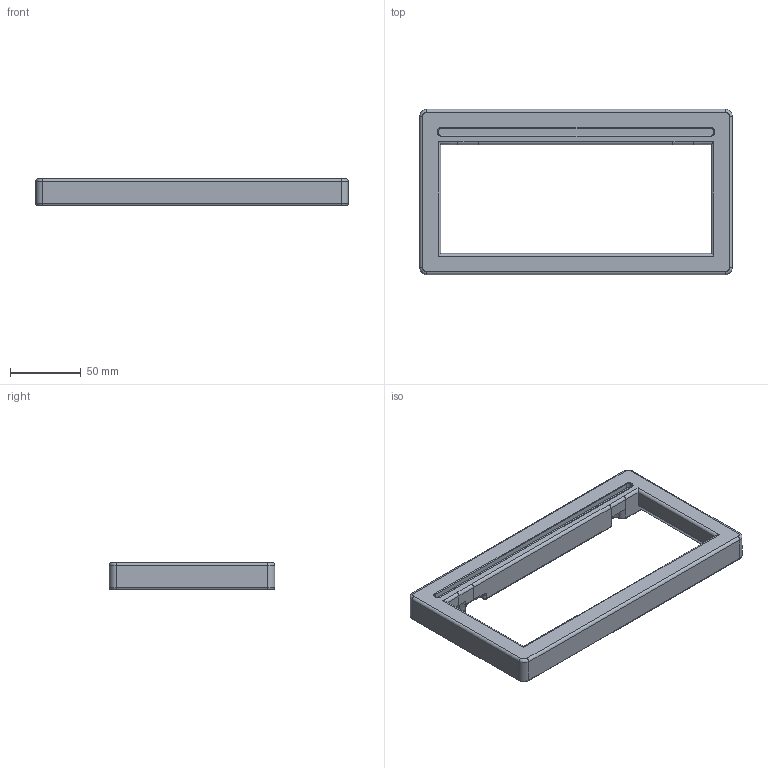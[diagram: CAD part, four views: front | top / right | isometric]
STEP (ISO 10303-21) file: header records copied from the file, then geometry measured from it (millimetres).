
FILE_DESCRIPTION(/* description */ ('','CAx-IF Rec.Pracs.---Representation and Presentation of Product Manufacturing Information (PMI)---4.0---2014-10-13'),/* implementation_level */ '2;1');
FILE_NAME(/* name */ 'Top case flat.step',/* time_stamp */ '2024-12-05T10:25:15+02:00',/* author */ (''),/* organization */ (''),/* preprocessor_version */ 'ST-DEVELOPER v20',/* originating_system */ 'Autodesk Translation Framework v13.20.0.188',/* authorisation */ '');
FILE_SCHEMA (('AP242_MANAGED_MODEL_BASED_3D_ENGINEERING_MIM_LF { 1 0 10303 442 1 1 4 }'));
Length unit declared in the file: millimetre
Products named in the file (1): Top case flat (Wider pen holder) (1)
Bounding box: 221.5 x 117.2 x 19 mm (x, y, z)
Volume: 199980 mm3; surface area: 45874.5 mm2
Topology: 1 solids, 1 shells, 149 faces, 344 edges, 207 vertices
Faces by surface type: cylinder 64, plane 39, torus 26, bspline 18, sphere 2
Full cylindrical faces by diameter (mm): 3.4 x10
Entity records: 5073 total; most frequent: CARTESIAN_POINT 1683, DIRECTION 718, ORIENTED_EDGE 688, EDGE_CURVE 344, AXIS2_PLACEMENT_3D 284, VERTEX_POINT 207, EDGE_LOOP 161, LINE 150
